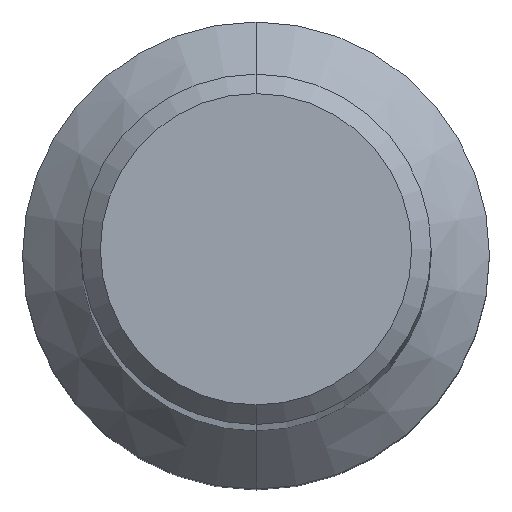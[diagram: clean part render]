
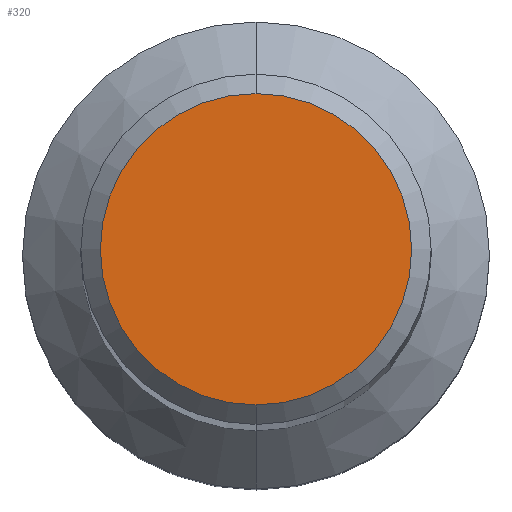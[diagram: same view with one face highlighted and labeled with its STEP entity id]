
A CAD part, top view. The second image highlights one B-rep face of the part: STEP entity #320.
In plain terms, the highlighted planar face has unit normal (0, 0, 1).
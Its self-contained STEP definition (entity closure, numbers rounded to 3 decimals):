
#184=VERTEX_POINT('',#408);
#194=EDGE_CURVE('',#184,#222,#420,.T.);
#222=VERTEX_POINT('',#454);
#308=EDGE_CURVE('',#222,#184,#546,.T.);
#320=ADVANCED_FACE('',(#562),#563,.T.);
#408=CARTESIAN_POINT('',(0.0,4.0,0.0));
#420=CIRCLE('',#672,4.0);
#454=CARTESIAN_POINT('',(0.,-4.0,0.0));
#546=CIRCLE('',#843,4.0);
#562=FACE_OUTER_BOUND('',#862,.T.);
#563=PLANE('',#863);
#672=AXIS2_PLACEMENT_3D('',#967,#968,#969);
#843=AXIS2_PLACEMENT_3D('',#1117,#1118,#1119);
#862=EDGE_LOOP('',(#1149,#1150));
#863=AXIS2_PLACEMENT_3D('',#1151,#1152,#1153);
#967=CARTESIAN_POINT('',(0.0,0.0,0.0));
#968=DIRECTION('',(0.0,0.0,-1.0));
#969=DIRECTION('',(0.0,1.0,0.0));
#1117=CARTESIAN_POINT('',(0.0,0.0,0.0));
#1118=DIRECTION('',(0.0,0.0,-1.0));
#1119=DIRECTION('',(0.0,1.0,0.0));
#1149=ORIENTED_EDGE('',*,*,#194,.F.);
#1150=ORIENTED_EDGE('',*,*,#308,.F.);
#1151=CARTESIAN_POINT('',(0.0,2.0,0.0));
#1152=DIRECTION('',(-0.0,0.0,1.0));
#1153=DIRECTION('',(0.0,-1.0,0.0));
